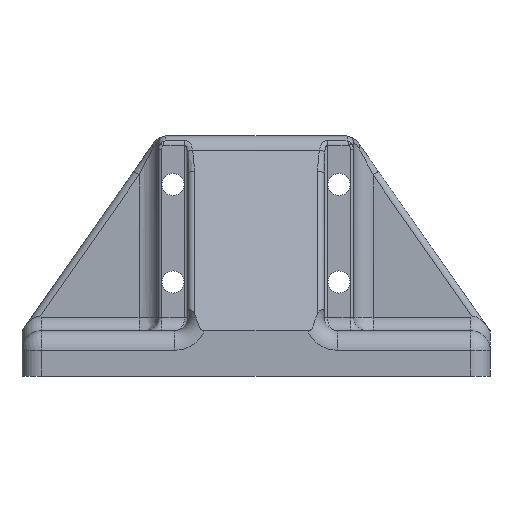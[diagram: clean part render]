
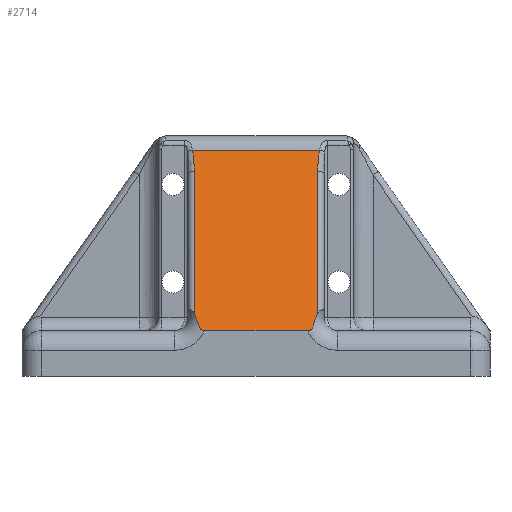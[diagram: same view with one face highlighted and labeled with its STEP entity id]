
A CAD part, front view. The second image highlights one B-rep face of the part: STEP entity #2714.
In plain terms, the highlighted planar face has unit normal (0, -0.966, 0.258).
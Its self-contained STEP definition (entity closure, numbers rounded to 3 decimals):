
#32=ELLIPSE('',#2897,5.822,1.5);
#37=ELLIPSE('',#2940,5.822,1.5);
#215=B_SPLINE_CURVE_WITH_KNOTS('',3,(#5492,#5493,#5494,#5495,#5496,#5497,
#5498,#5499,#5500,#5501,#5502,#5503),.UNSPECIFIED.,.F.,.F.,(4,2,2,2,2,4),
(-1.776,-1.713,-1.628,-1.518,
-1.49,-1.462),.UNSPECIFIED.);
#217=B_SPLINE_CURVE_WITH_KNOTS('',3,(#5513,#5514,#5515,#5516,#5517,#5518,
#5519,#5520,#5521,#5522,#5523,#5524),.UNSPECIFIED.,.F.,.F.,(4,2,2,2,2,4),
(1.462,1.49,1.518,1.628,1.713,
1.776),.UNSPECIFIED.);
#364=FACE_OUTER_BOUND('',#550,.T.);
#550=EDGE_LOOP('',(#2244,#2245,#2246,#2247,#2248,#2249,#2250,#2251));
#680=LINE('',#4779,#844);
#702=LINE('',#5250,#866);
#717=LINE('',#5440,#881);
#733=LINE('',#5525,#897);
#844=VECTOR('',#3358,10.);
#866=VECTOR('',#3470,10.);
#881=VECTOR('',#3561,10.);
#897=VECTOR('',#3629,10.);
#1218=VERTEX_POINT('',#4770);
#1219=VERTEX_POINT('',#4778);
#1224=VERTEX_POINT('',#4822);
#1264=VERTEX_POINT('',#5228);
#1267=VERTEX_POINT('',#5248);
#1268=VERTEX_POINT('',#5279);
#1305=VERTEX_POINT('',#5491);
#1307=VERTEX_POINT('',#5512);
#1502=EDGE_CURVE('',#1218,#1219,#680,.T.);
#1512=EDGE_CURVE('',#1219,#1224,#32,.T.);
#1573=EDGE_CURVE('',#1267,#1264,#702,.T.);
#1580=EDGE_CURVE('',#1268,#1267,#37,.T.);
#1618=EDGE_CURVE('',#1224,#1268,#717,.T.);
#1645=EDGE_CURVE('',#1264,#1305,#215,.T.);
#1649=EDGE_CURVE('',#1307,#1218,#217,.T.);
#1650=EDGE_CURVE('',#1305,#1307,#733,.T.);
#2244=ORIENTED_EDGE('',*,*,#1502,.F.);
#2245=ORIENTED_EDGE('',*,*,#1649,.F.);
#2246=ORIENTED_EDGE('',*,*,#1650,.F.);
#2247=ORIENTED_EDGE('',*,*,#1645,.F.);
#2248=ORIENTED_EDGE('',*,*,#1573,.F.);
#2249=ORIENTED_EDGE('',*,*,#1580,.F.);
#2250=ORIENTED_EDGE('',*,*,#1618,.F.);
#2251=ORIENTED_EDGE('',*,*,#1512,.F.);
#2599=PLANE('',#3000);
#2714=ADVANCED_FACE('',(#364),#2599,.T.);
#2897=AXIS2_PLACEMENT_3D('',#4855,#3372,#3373);
#2940=AXIS2_PLACEMENT_3D('',#5322,#3479,#3480);
#3000=AXIS2_PLACEMENT_3D('',#5511,#3627,#3628);
#3358=DIRECTION('',(0.,0.258,0.966));
#3372=DIRECTION('center_axis',(0.,-0.966,0.258));
#3373=DIRECTION('ref_axis',(0.,0.258,0.966));
#3470=DIRECTION('',(0.,-0.258,-0.966));
#3479=DIRECTION('center_axis',(0.,-0.966,0.258));
#3480=DIRECTION('ref_axis',(0.,0.258,0.966));
#3561=DIRECTION('',(1.,0.,0.));
#3627=DIRECTION('center_axis',(0.,-0.966,0.258));
#3628=DIRECTION('ref_axis',(0.,-0.258,-0.966));
#3629=DIRECTION('',(-1.,0.,0.));
#4770=CARTESIAN_POINT('',(-9.5,-22.295,7.643));
#4778=CARTESIAN_POINT('',(-9.5,-16.466,29.502));
#4779=CARTESIAN_POINT('',(-9.5,-17.,27.5));
#4822=CARTESIAN_POINT('',(-9.78,-15.594,32.773));
#4855=CARTESIAN_POINT('Origin',(-11.,-16.466,29.502));
#5228=CARTESIAN_POINT('',(9.5,-22.295,7.643));
#5248=CARTESIAN_POINT('',(9.5,-16.466,29.502));
#5250=CARTESIAN_POINT('',(9.5,-17.,27.5));
#5279=CARTESIAN_POINT('',(9.78,-15.594,32.773));
#5322=CARTESIAN_POINT('Origin',(11.,-16.466,29.502));
#5440=CARTESIAN_POINT('',(-5.25,-15.594,32.773));
#5491=CARTESIAN_POINT('',(7.917,-23.,5.));
#5492=CARTESIAN_POINT('Ctrl Pts',(9.5,-22.295,7.643));
#5493=CARTESIAN_POINT('Ctrl Pts',(9.398,-22.346,7.454));
#5494=CARTESIAN_POINT('Ctrl Pts',(9.305,-22.4,7.249));
#5495=CARTESIAN_POINT('Ctrl Pts',(9.113,-22.531,6.76));
#5496=CARTESIAN_POINT('Ctrl Pts',(9.023,-22.607,6.472));
#5497=CARTESIAN_POINT('Ctrl Pts',(8.832,-22.768,5.872));
#5498=CARTESIAN_POINT('Ctrl Pts',(8.717,-22.877,5.46));
#5499=CARTESIAN_POINT('Ctrl Pts',(8.39,-22.961,5.148));
#5500=CARTESIAN_POINT('Ctrl Pts',(8.299,-22.977,5.087));
#5501=CARTESIAN_POINT('Ctrl Pts',(8.125,-22.995,5.019));
#5502=CARTESIAN_POINT('Ctrl Pts',(8.013,-23.,5.));
#5503=CARTESIAN_POINT('Ctrl Pts',(7.917,-23.,5.));
#5511=CARTESIAN_POINT('Origin',(-10.5,-15.,35.));
#5512=CARTESIAN_POINT('',(-7.917,-23.,5.));
#5513=CARTESIAN_POINT('Ctrl Pts',(-7.917,-23.,5.));
#5514=CARTESIAN_POINT('Ctrl Pts',(-8.013,-23.,5.));
#5515=CARTESIAN_POINT('Ctrl Pts',(-8.125,-22.995,5.019));
#5516=CARTESIAN_POINT('Ctrl Pts',(-8.299,-22.977,5.087));
#5517=CARTESIAN_POINT('Ctrl Pts',(-8.39,-22.961,5.148));
#5518=CARTESIAN_POINT('Ctrl Pts',(-8.717,-22.877,5.46));
#5519=CARTESIAN_POINT('Ctrl Pts',(-8.832,-22.768,5.872));
#5520=CARTESIAN_POINT('Ctrl Pts',(-9.023,-22.607,6.472));
#5521=CARTESIAN_POINT('Ctrl Pts',(-9.113,-22.531,6.76));
#5522=CARTESIAN_POINT('Ctrl Pts',(-9.305,-22.4,7.249));
#5523=CARTESIAN_POINT('Ctrl Pts',(-9.398,-22.346,7.454));
#5524=CARTESIAN_POINT('Ctrl Pts',(-9.5,-22.295,7.643));
#5525=CARTESIAN_POINT('',(-36.,-23.,5.));
